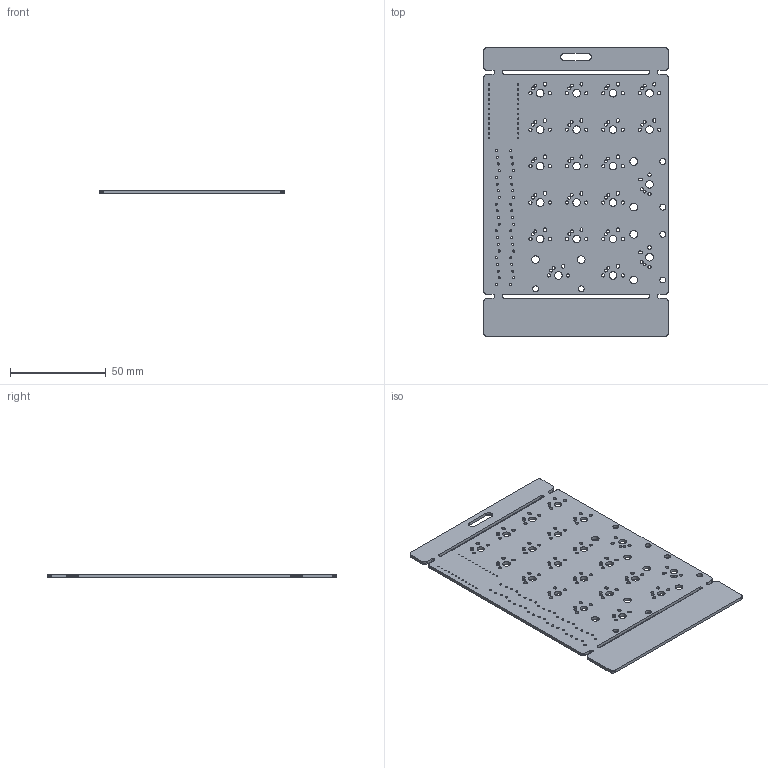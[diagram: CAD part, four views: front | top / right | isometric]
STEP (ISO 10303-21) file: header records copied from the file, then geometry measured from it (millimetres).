
FILE_DESCRIPTION(('KiCad electronic assembly'),'2;1');
FILE_NAME('KeyCon_Badge_PCB.step','2024-04-30T13:08:46',('Pcbnew'),( 'Kicad'),'Open CASCADE STEP processor 7.7','KiCad to STEP converter' ,'Unknown');
FILE_SCHEMA(('AUTOMOTIVE_DESIGN { 1 0 10303 214 1 1 1 1 }'));
Length unit declared in the file: millimetre
Products named in the file (2): KeyCon_Badge_PCB 1; KeyCon_Badge_PCB PCB
Assembly tree (1 placements, depth 2):
  KeyCon_Badge_PCB 1
    KeyCon_Badge_PCB PCB
Bounding box: 96.7 x 151.1 x 1.6 mm (x, y, z)
Volume: 21647.1 mm3; surface area: 30298.6 mm2
Topology: 1 solids, 1 shells, 593 faces, 1773 edges, 1182 vertices
Faces by surface type: plane 328, cylinder 265
Full cylindrical faces by diameter (mm): 0.762 x24, 1.1 x42, 1.499 x21, 1.5 x21, 1.702 x42, 3.048 x6, 3.988 x6, 4 x21
Entity records: 45489 total; most frequent: CARTESIAN_POINT 10360, DIRECTION 6425, LINE 4175, VECTOR 4175, ORIENTED_EDGE 3546, PCURVE 3546, DEFINITIONAL_REPRESENTATION 3546, EDGE_CURVE 1773
